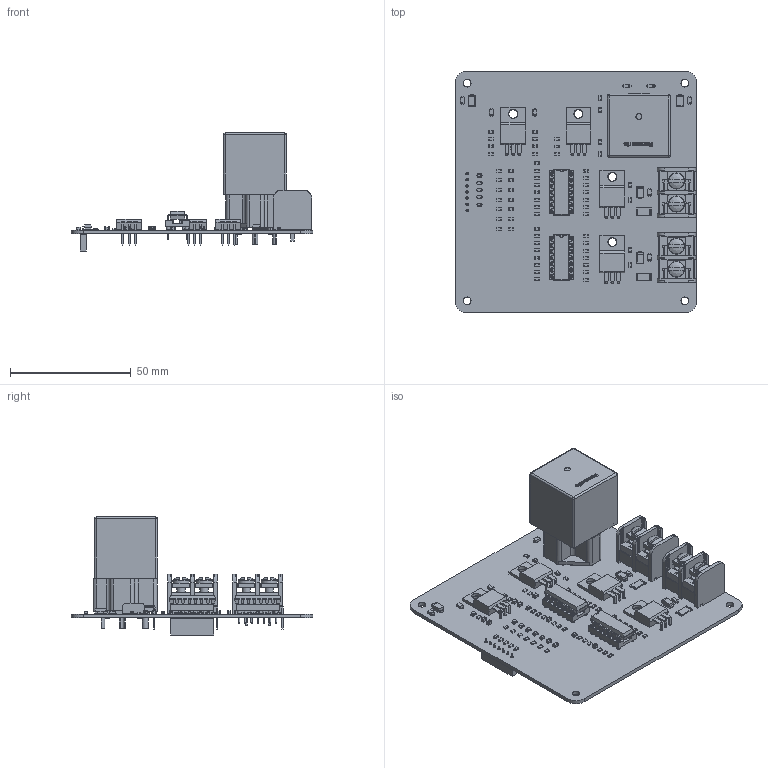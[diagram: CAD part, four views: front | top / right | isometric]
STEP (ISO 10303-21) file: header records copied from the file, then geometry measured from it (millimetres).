
FILE_DESCRIPTION(('KiCad electronic assembly'),'2;1');
FILE_NAME('PowerModule.step','2024-03-19T22:54:35',('Pcbnew'),('Kicad'), 'Open CASCADE STEP processor 7.7','KiCad to STEP converter','Unknown' );
FILE_SCHEMA(('AUTOMOTIVE_DESIGN { 1 0 10303 214 1 1 1 1 }'));
Length unit declared in the file: millimetre
Products named in the file (30): PowerModule 1; D_SOD-123F; D_SOD_123F; R_0805_2012Metric; TO-220-3_Horizontal_TabDown; R_2512_6332Metric; D_SOD-323F; D_SOD_323F; NC6-P108-02; (Unsaved); LED_0805_2012Metric; DIP-14_W7.62mm_Socket; DIP_14_W762mm_Socket; DIP-14_W7.62mm; C_0805_2012Metric; D_SMA; TE_VCF4-1000; 1393310-3; Panasonic_-_CB1-R-12V; PinSocket_1x07_P2.54mm_Vertical; PinSocket_1x07_P254mm_Vertical; PowerModule_PCB
Assembly tree (111 placements, depth 3):
  PowerModule 1
    D_SOD-123F  x8
      D_SOD_123F
    R_0805_2012Metric  x40
      R_0805_2012Metric
    TO-220-3_Horizontal_TabDown  x4
      TO-220-3_Horizontal_TabDown
    R_2512_6332Metric  x2
      R_2512_6332Metric
    D_SOD-323F  x5
      D_SOD_323F
    NC6-P108-02  x2
      (Unsaved)
    LED_0805_2012Metric  x13
      LED_0805_2012Metric
    DIP-14_W7.62mm_Socket  x2
      DIP_14_W762mm_Socket
    DIP-14_W7.62mm  x2
      DIP-14_W7.62mm
    C_0805_2012Metric  x11
      C_0805_2012Metric
    D_SMA  x4
      D_SMA
    TE_VCF4-1000
      1393310-3
    Panasonic_-_CB1-R-12V
      (Unsaved)
    PinSocket_1x07_P2.54mm_Vertical
      PinSocket_1x07_P254mm_Vertical
    PowerModule_PCB
Bounding box: 100 x 100 x 48.8 mm (x, y, z)
Volume: 48583 mm3; surface area: 40660.6 mm2
Topology: 116 solids, 116 shells, 4994 faces, 12694 edges, 8163 vertices
Faces by surface type: plane 3550, cylinder 984, bspline 349, cone 85, sphere 20, torus 6
Full cylindrical faces by diameter (mm): 0.508 x56, 0.8 x28, 1 x7, 1.1 x12, 1.524 x28, 1.7 x5, 1.724 x28, 1.854 x4, 2.1 x2, 2.337 x5, 3.2 x4, 3.409 x4, 3.5 x4, 3.735 x4, 6.68 x4
Entity records: 61167 total; most frequent: CARTESIAN_POINT 11226, ORIENTED_EDGE 8804, DIRECTION 8274, EDGE_CURVE 4402, LINE 3340, VECTOR 3340, VERTEX_POINT 2844, AXIS2_PLACEMENT_3D 2467
